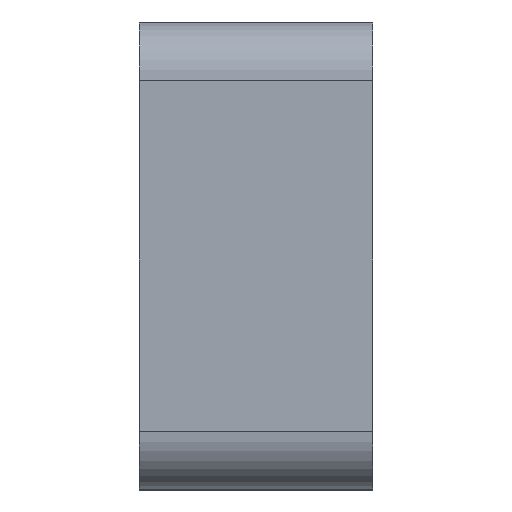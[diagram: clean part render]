
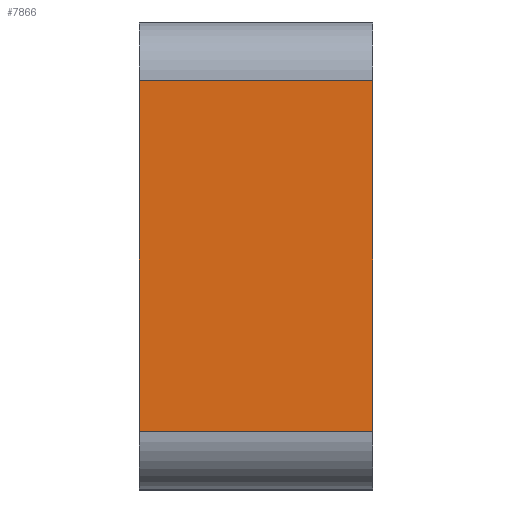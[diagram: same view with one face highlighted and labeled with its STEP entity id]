
A CAD part, left-side view. The second image highlights one B-rep face of the part: STEP entity #7866.
In plain terms, the highlighted planar face has unit normal (-1, 0, 0).
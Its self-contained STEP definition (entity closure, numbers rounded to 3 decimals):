
#544=LINE('',#12206,#1392);
#556=LINE('',#12248,#1404);
#753=LINE('',#12762,#1601);
#754=LINE('',#12763,#1602);
#1392=VECTOR('',#9641,1000.);
#1404=VECTOR('',#9675,1000.);
#1601=VECTOR('',#10312,1000.);
#1602=VECTOR('',#10313,1000.);
#3294=ORIENTED_EDGE('',*,*,#5021,.F.);
#3295=ORIENTED_EDGE('',*,*,#4757,.F.);
#3296=ORIENTED_EDGE('',*,*,#5022,.T.);
#3297=ORIENTED_EDGE('',*,*,#4779,.F.);
#4757=EDGE_CURVE('',#5861,#5862,#544,.T.);
#4779=EDGE_CURVE('',#5880,#5881,#556,.T.);
#5021=EDGE_CURVE('',#5862,#5880,#753,.T.);
#5022=EDGE_CURVE('',#5861,#5881,#754,.T.);
#5861=VERTEX_POINT('',#12205);
#5862=VERTEX_POINT('',#12207);
#5880=VERTEX_POINT('',#12247);
#5881=VERTEX_POINT('',#12249);
#6720=EDGE_LOOP('',(#3294,#3295,#3296,#3297));
#7194=FACE_BOUND('',#6720,.T.);
#7534=PLANE('',#8541);
#7866=ADVANCED_FACE('',(#7194),#7534,.T.);
#8541=AXIS2_PLACEMENT_3D('',#12761,#10310,#10311);
#9641=DIRECTION('',(0.,0.,1.));
#9675=DIRECTION('',(0.,0.,-1.));
#10310=DIRECTION('',(-1.,0.,0.));
#10311=DIRECTION('',(0.,0.,-1.));
#10312=DIRECTION('',(0.,-1.,0.));
#10313=DIRECTION('',(0.,-1.,0.));
#12205=CARTESIAN_POINT('',(-65.,10.,-12.499));
#12206=CARTESIAN_POINT('',(-65.,10.,0.001));
#12207=CARTESIAN_POINT('',(-65.,10.,2.501));
#12247=CARTESIAN_POINT('',(-65.,0.,2.501));
#12248=CARTESIAN_POINT('',(-65.,0.,-4.999));
#12249=CARTESIAN_POINT('',(-65.,0.,-12.499));
#12761=CARTESIAN_POINT('',(-65.,10.,-4.999));
#12762=CARTESIAN_POINT('',(-65.,10.,2.501));
#12763=CARTESIAN_POINT('',(-65.,10.,-12.499));
